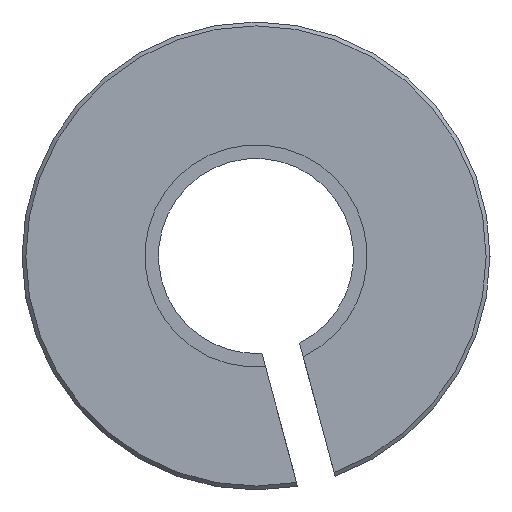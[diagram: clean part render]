
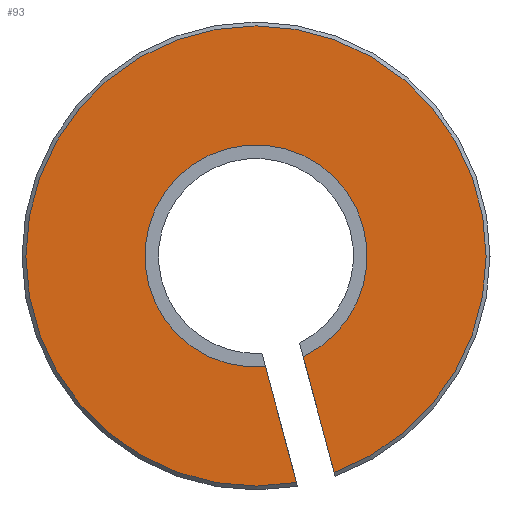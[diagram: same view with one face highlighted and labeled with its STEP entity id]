
A CAD part, left-side view. The second image highlights one B-rep face of the part: STEP entity #93.
In plain terms, the highlighted planar face has unit normal (-1, 0, 0).
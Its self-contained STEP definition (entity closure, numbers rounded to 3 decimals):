
#93 = ADVANCED_FACE( '', ( #183 ), #184, .T. );
#183 = FACE_OUTER_BOUND( '', #269, .T. );
#184 = PLANE( '', #270 );
#269 = EDGE_LOOP( '', ( #398, #399, #400, #401 ) );
#270 = AXIS2_PLACEMENT_3D( '', #402, #403, #404 );
#398 = ORIENTED_EDGE( '', *, *, #561, .T. );
#399 = ORIENTED_EDGE( '', *, *, #590, .T. );
#400 = ORIENTED_EDGE( '', *, *, #569, .F. );
#401 = ORIENTED_EDGE( '', *, *, #591, .T. );
#402 = CARTESIAN_POINT( '', ( 0., 5.9, 0. ) );
#403 = DIRECTION( '', ( -1., 0., 0. ) );
#404 = DIRECTION( '', ( 0., 0., 1. ) );
#561 = EDGE_CURVE( '', #670, #668, #671, .T. );
#569 = EDGE_CURVE( '', #683, #684, #685, .T. );
#590 = EDGE_CURVE( '', #668, #684, #716, .T. );
#591 = EDGE_CURVE( '', #683, #670, #717, .T. );
#668 = VERTEX_POINT( '', #810 );
#670 = VERTEX_POINT( '', #813 );
#671 = CIRCLE( '', #814, 2.85 );
#683 = VERTEX_POINT( '', #829 );
#684 = VERTEX_POINT( '', #830 );
#685 = CIRCLE( '', #831, 5.9 );
#716 = LINE( '', #876, #877 );
#717 = LINE( '', #878, #879 );
#810 = CARTESIAN_POINT( '', ( 0., -1.209, -2.581 ) );
#813 = CARTESIAN_POINT( '', ( 0., -0.243, -2.84 ) );
#814 = AXIS2_PLACEMENT_3D( '', #984, #985, #986 );
#829 = CARTESIAN_POINT( '', ( 0., -1.039, -5.808 ) );
#830 = CARTESIAN_POINT( '', ( 0., -2.005, -5.549 ) );
#831 = AXIS2_PLACEMENT_3D( '', #996, #997, #998 );
#876 = CARTESIAN_POINT( '', ( 0., -0.984, -1.741 ) );
#877 = VECTOR( '', #1022, 1000. );
#878 = CARTESIAN_POINT( '', ( 0., -1.065, -5.905 ) );
#879 = VECTOR( '', #1023, 1000. );
#984 = CARTESIAN_POINT( '', ( 0., 0., 0. ) );
#985 = DIRECTION( '', ( 1., 0., 0. ) );
#986 = DIRECTION( '', ( 0., 0., -1. ) );
#996 = CARTESIAN_POINT( '', ( 0., 0., 0. ) );
#997 = DIRECTION( '', ( 1., 0., 0. ) );
#998 = DIRECTION( '', ( 0., 0., -1. ) );
#1022 = DIRECTION( '', ( 0., -0.259, -0.966 ) );
#1023 = DIRECTION( '', ( 0., 0.259, 0.966 ) );
